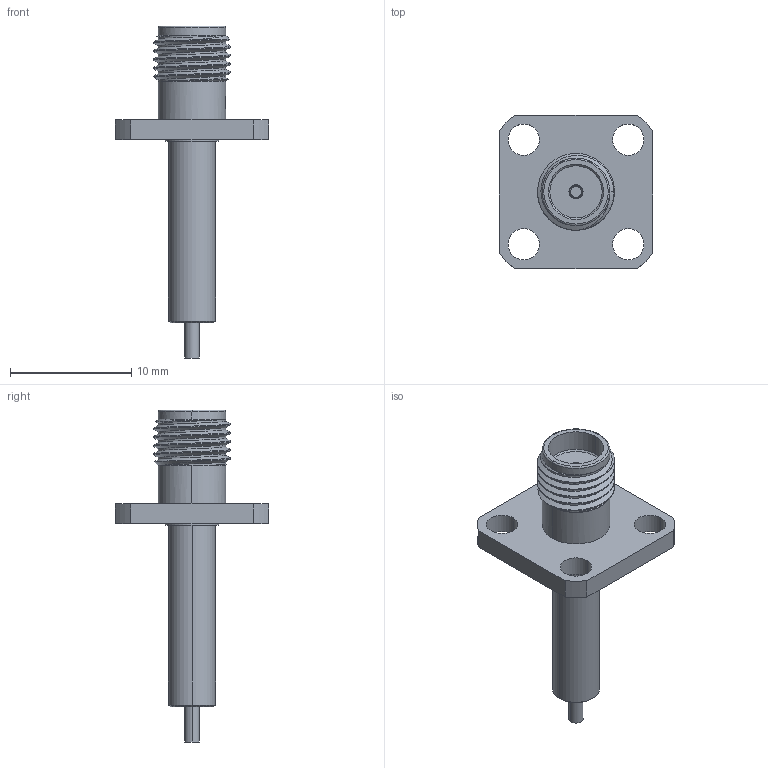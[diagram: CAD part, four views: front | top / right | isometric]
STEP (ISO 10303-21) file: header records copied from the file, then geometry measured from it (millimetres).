
FILE_DESCRIPTION (( 'STEP AP214' ), '1' );
FILE_NAME ('SC3027_3D.step', '2024-09-03T14:54:43', ( '' ), ( '' ), 'SwSTEP 2.0', 'SolidWorks 2022', '' );
FILE_SCHEMA (( 'AUTOMOTIVE_DESIGN' ));
Length unit declared in the file: inch
Products named in the file (1): SC3027_3D
Bounding box: 12.7 x 12.7 x 27.43 mm (x, y, z)
Volume: 576.2 mm3; surface area: 820.9 mm2
Topology: 1 solids, 1 shells, 79 faces, 197 edges, 126 vertices
Faces by surface type: cylinder 40, plane 21, cone 13, bspline 3, torus 2
Entity records: 4118 total; most frequent: CARTESIAN_POINT 2225, ORIENTED_EDGE 394, DIRECTION 383, EDGE_CURVE 197, AXIS2_PLACEMENT_3D 153, VERTEX_POINT 126, EDGE_LOOP 93, FACE_OUTER_BOUND 79
